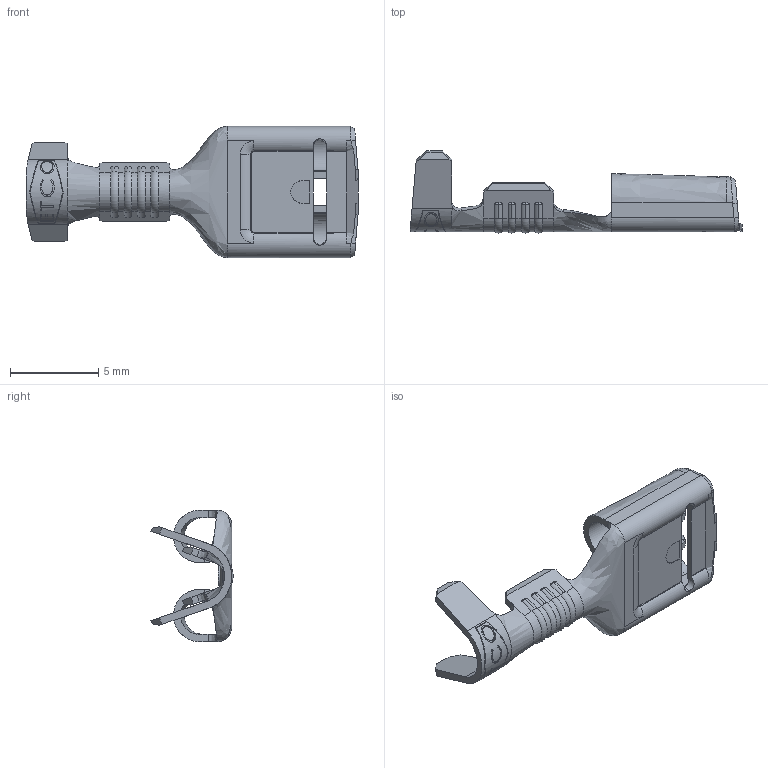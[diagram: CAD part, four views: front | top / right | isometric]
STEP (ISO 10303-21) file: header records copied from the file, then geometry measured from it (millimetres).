
FILE_DESCRIPTION (( 'STEP AP203' ), '1' );
FILE_NAME ('07781.STEP', '2019-12-30T19:59:56', ( 'tempuser' ), ( 'Microsoft' ), 'SwSTEP 2.0', 'SolidWorks 2019', '' );
FILE_SCHEMA (( 'CONFIG_CONTROL_DESIGN' ));
Length unit declared in the file: inch
Products named in the file (1): 07781
Bounding box: 18.8 x 4.64 x 7.43 mm (x, y, z)
Volume: 80 mm3; surface area: 442.8 mm2
Topology: 1 solids, 1 shells, 325 faces, 927 edges, 610 vertices
Faces by surface type: plane 138, bspline 75, cylinder 70, torus 28, cone 14
Entity records: 14501 total; most frequent: CARTESIAN_POINT 6552, ORIENTED_EDGE 1854, DIRECTION 1356, EDGE_CURVE 927, VERTEX_POINT 610, AXIS2_PLACEMENT_3D 465, LINE 426, VECTOR 426
